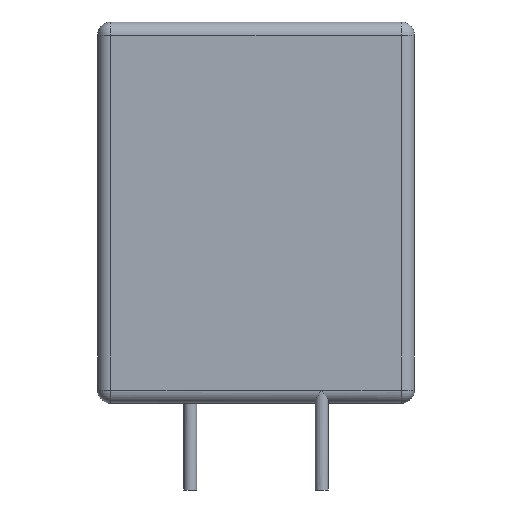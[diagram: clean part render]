
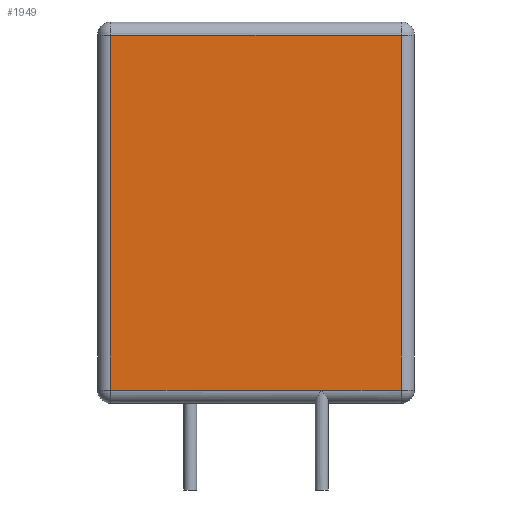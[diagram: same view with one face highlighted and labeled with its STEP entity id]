
A CAD part, front view. The second image highlights one B-rep face of the part: STEP entity #1949.
In plain terms, the highlighted planar face has unit normal (0, -1, 0).
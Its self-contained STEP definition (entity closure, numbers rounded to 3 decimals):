
#792 = CYLINDRICAL_SURFACE('',#793,1.);
#793 = AXIS2_PLACEMENT_3D('',#794,#795,#796);
#794 = CARTESIAN_POINT('',(12.05,-0.5,1.));
#795 = DIRECTION('',(-1.,0.,0.));
#796 = DIRECTION('',(0.,-1.,0.));
#820 = CYLINDRICAL_SURFACE('',#821,1.);
#821 = AXIS2_PLACEMENT_3D('',#822,#823,#824);
#822 = CARTESIAN_POINT('',(12.05,-0.5,1.));
#823 = DIRECTION('',(-1.,0.,0.));
#824 = DIRECTION('',(0.,-1.,0.));
#1206 = VERTEX_POINT('',#1207);
#1207 = CARTESIAN_POINT('',(11.05,-1.5,1.));
#1290 = VERTEX_POINT('',#1291);
#1291 = CARTESIAN_POINT('',(5.,-1.5,1.));
#1345 = EDGE_CURVE('',#1206,#1290,#1346,.T.);
#1346 = SURFACE_CURVE('',#1347,(#1351,#1358),.PCURVE_S1.);
#1347 = LINE('',#1348,#1349);
#1348 = CARTESIAN_POINT('',(12.05,-1.5,1.));
#1349 = VECTOR('',#1350,1.);
#1350 = DIRECTION('',(-1.,0.,0.));
#1351 = PCURVE('',#820,#1352);
#1352 = DEFINITIONAL_REPRESENTATION('',(#1353),#1357);
#1353 = LINE('',#1354,#1355);
#1354 = CARTESIAN_POINT('',(-0.,0.));
#1355 = VECTOR('',#1356,1.);
#1356 = DIRECTION('',(-0.,1.));
#1357 = ( GEOMETRIC_REPRESENTATION_CONTEXT(2) 
PARAMETRIC_REPRESENTATION_CONTEXT() REPRESENTATION_CONTEXT('2D SPACE',''
  ) );
#1358 = PCURVE('',#1359,#1364);
#1359 = PLANE('',#1360);
#1360 = AXIS2_PLACEMENT_3D('',#1361,#1362,#1363);
#1361 = CARTESIAN_POINT('',(12.05,-1.5,0.));
#1362 = DIRECTION('',(0.,-1.,0.));
#1363 = DIRECTION('',(-1.,0.,0.));
#1364 = DEFINITIONAL_REPRESENTATION('',(#1365),#1369);
#1365 = LINE('',#1366,#1367);
#1366 = CARTESIAN_POINT('',(0.,-1.));
#1367 = VECTOR('',#1368,1.);
#1368 = DIRECTION('',(1.,0.));
#1369 = ( GEOMETRIC_REPRESENTATION_CONTEXT(2) 
PARAMETRIC_REPRESENTATION_CONTEXT() REPRESENTATION_CONTEXT('2D SPACE',''
  ) );
#1610 = VERTEX_POINT('',#1611);
#1611 = CARTESIAN_POINT('',(-11.05,-1.5,1.));
#1631 = EDGE_CURVE('',#1290,#1610,#1632,.T.);
#1632 = SURFACE_CURVE('',#1633,(#1637,#1644),.PCURVE_S1.);
#1633 = LINE('',#1634,#1635);
#1634 = CARTESIAN_POINT('',(12.05,-1.5,1.));
#1635 = VECTOR('',#1636,1.);
#1636 = DIRECTION('',(-1.,0.,0.));
#1637 = PCURVE('',#792,#1638);
#1638 = DEFINITIONAL_REPRESENTATION('',(#1639),#1643);
#1639 = LINE('',#1640,#1641);
#1640 = CARTESIAN_POINT('',(-0.,0.));
#1641 = VECTOR('',#1642,1.);
#1642 = DIRECTION('',(-0.,1.));
#1643 = ( GEOMETRIC_REPRESENTATION_CONTEXT(2) 
PARAMETRIC_REPRESENTATION_CONTEXT() REPRESENTATION_CONTEXT('2D SPACE',''
  ) );
#1644 = PCURVE('',#1359,#1645);
#1645 = DEFINITIONAL_REPRESENTATION('',(#1646),#1650);
#1646 = LINE('',#1647,#1648);
#1647 = CARTESIAN_POINT('',(0.,-1.));
#1648 = VECTOR('',#1649,1.);
#1649 = DIRECTION('',(1.,0.));
#1650 = ( GEOMETRIC_REPRESENTATION_CONTEXT(2) 
PARAMETRIC_REPRESENTATION_CONTEXT() REPRESENTATION_CONTEXT('2D SPACE',''
  ) );
#1703 = CYLINDRICAL_SURFACE('',#1704,1.);
#1704 = AXIS2_PLACEMENT_3D('',#1705,#1706,#1707);
#1705 = CARTESIAN_POINT('',(-11.05,-0.5,0.));
#1706 = DIRECTION('',(0.,0.,1.));
#1707 = DIRECTION('',(0.,-1.,0.));
#1779 = CYLINDRICAL_SURFACE('',#1780,1.);
#1780 = AXIS2_PLACEMENT_3D('',#1781,#1782,#1783);
#1781 = CARTESIAN_POINT('',(12.05,-0.5,28.));
#1782 = DIRECTION('',(-1.,0.,0.));
#1783 = DIRECTION('',(0.,-1.,0.));
#1883 = CYLINDRICAL_SURFACE('',#1884,1.);
#1884 = AXIS2_PLACEMENT_3D('',#1885,#1886,#1887);
#1885 = CARTESIAN_POINT('',(11.05,-0.5,0.));
#1886 = DIRECTION('',(0.,0.,1.));
#1887 = DIRECTION('',(1.,0.,0.));
#1949 = ADVANCED_FACE('',(#1950),#1359,.T.);
#1950 = FACE_BOUND('',#1951,.T.);
#1951 = EDGE_LOOP('',(#1952,#1975,#1998,#2019,#2020));
#1952 = ORIENTED_EDGE('',*,*,#1953,.T.);
#1953 = EDGE_CURVE('',#1206,#1954,#1956,.T.);
#1954 = VERTEX_POINT('',#1955);
#1955 = CARTESIAN_POINT('',(11.05,-1.5,28.));
#1956 = SURFACE_CURVE('',#1957,(#1961,#1968),.PCURVE_S1.);
#1957 = LINE('',#1958,#1959);
#1958 = CARTESIAN_POINT('',(11.05,-1.5,0.));
#1959 = VECTOR('',#1960,1.);
#1960 = DIRECTION('',(0.,0.,1.));
#1961 = PCURVE('',#1359,#1962);
#1962 = DEFINITIONAL_REPRESENTATION('',(#1963),#1967);
#1963 = LINE('',#1964,#1965);
#1964 = CARTESIAN_POINT('',(1.,0.));
#1965 = VECTOR('',#1966,1.);
#1966 = DIRECTION('',(0.,-1.));
#1967 = ( GEOMETRIC_REPRESENTATION_CONTEXT(2) 
PARAMETRIC_REPRESENTATION_CONTEXT() REPRESENTATION_CONTEXT('2D SPACE',''
  ) );
#1968 = PCURVE('',#1883,#1969);
#1969 = DEFINITIONAL_REPRESENTATION('',(#1970),#1974);
#1970 = LINE('',#1971,#1972);
#1971 = CARTESIAN_POINT('',(-1.571,0.));
#1972 = VECTOR('',#1973,1.);
#1973 = DIRECTION('',(-0.,1.));
#1974 = ( GEOMETRIC_REPRESENTATION_CONTEXT(2) 
PARAMETRIC_REPRESENTATION_CONTEXT() REPRESENTATION_CONTEXT('2D SPACE',''
  ) );
#1975 = ORIENTED_EDGE('',*,*,#1976,.T.);
#1976 = EDGE_CURVE('',#1954,#1977,#1979,.T.);
#1977 = VERTEX_POINT('',#1978);
#1978 = CARTESIAN_POINT('',(-11.05,-1.5,28.));
#1979 = SURFACE_CURVE('',#1980,(#1984,#1991),.PCURVE_S1.);
#1980 = LINE('',#1981,#1982);
#1981 = CARTESIAN_POINT('',(12.05,-1.5,28.));
#1982 = VECTOR('',#1983,1.);
#1983 = DIRECTION('',(-1.,0.,0.));
#1984 = PCURVE('',#1359,#1985);
#1985 = DEFINITIONAL_REPRESENTATION('',(#1986),#1990);
#1986 = LINE('',#1987,#1988);
#1987 = CARTESIAN_POINT('',(0.,-28.));
#1988 = VECTOR('',#1989,1.);
#1989 = DIRECTION('',(1.,0.));
#1990 = ( GEOMETRIC_REPRESENTATION_CONTEXT(2) 
PARAMETRIC_REPRESENTATION_CONTEXT() REPRESENTATION_CONTEXT('2D SPACE',''
  ) );
#1991 = PCURVE('',#1779,#1992);
#1992 = DEFINITIONAL_REPRESENTATION('',(#1993),#1997);
#1993 = LINE('',#1994,#1995);
#1994 = CARTESIAN_POINT('',(0.,0.));
#1995 = VECTOR('',#1996,1.);
#1996 = DIRECTION('',(0.,1.));
#1997 = ( GEOMETRIC_REPRESENTATION_CONTEXT(2) 
PARAMETRIC_REPRESENTATION_CONTEXT() REPRESENTATION_CONTEXT('2D SPACE',''
  ) );
#1998 = ORIENTED_EDGE('',*,*,#1999,.F.);
#1999 = EDGE_CURVE('',#1610,#1977,#2000,.T.);
#2000 = SURFACE_CURVE('',#2001,(#2005,#2012),.PCURVE_S1.);
#2001 = LINE('',#2002,#2003);
#2002 = CARTESIAN_POINT('',(-11.05,-1.5,0.));
#2003 = VECTOR('',#2004,1.);
#2004 = DIRECTION('',(0.,0.,1.));
#2005 = PCURVE('',#1359,#2006);
#2006 = DEFINITIONAL_REPRESENTATION('',(#2007),#2011);
#2007 = LINE('',#2008,#2009);
#2008 = CARTESIAN_POINT('',(23.1,0.));
#2009 = VECTOR('',#2010,1.);
#2010 = DIRECTION('',(0.,-1.));
#2011 = ( GEOMETRIC_REPRESENTATION_CONTEXT(2) 
PARAMETRIC_REPRESENTATION_CONTEXT() REPRESENTATION_CONTEXT('2D SPACE',''
  ) );
#2012 = PCURVE('',#1703,#2013);
#2013 = DEFINITIONAL_REPRESENTATION('',(#2014),#2018);
#2014 = LINE('',#2015,#2016);
#2015 = CARTESIAN_POINT('',(-0.,0.));
#2016 = VECTOR('',#2017,1.);
#2017 = DIRECTION('',(-0.,1.));
#2018 = ( GEOMETRIC_REPRESENTATION_CONTEXT(2) 
PARAMETRIC_REPRESENTATION_CONTEXT() REPRESENTATION_CONTEXT('2D SPACE',''
  ) );
#2019 = ORIENTED_EDGE('',*,*,#1631,.F.);
#2020 = ORIENTED_EDGE('',*,*,#1345,.F.);
